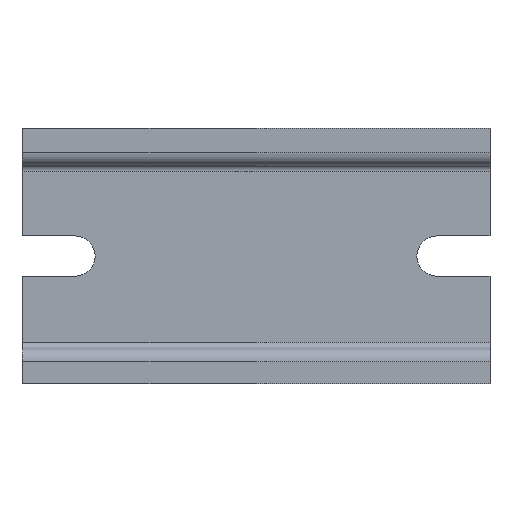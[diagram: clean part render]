
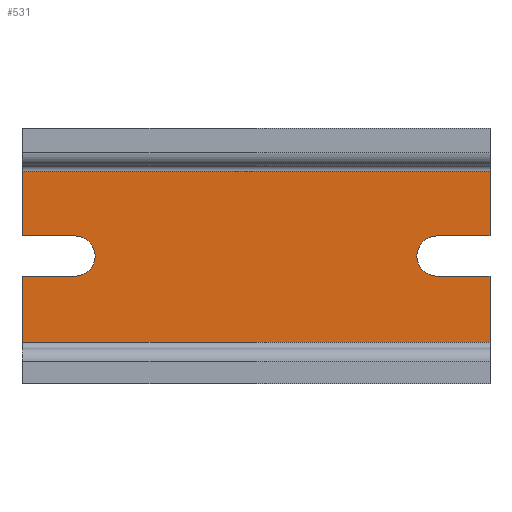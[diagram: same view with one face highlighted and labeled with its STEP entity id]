
A CAD part, top view. The second image highlights one B-rep face of the part: STEP entity #531.
In plain terms, the highlighted planar face has unit normal (0, 0, 1).
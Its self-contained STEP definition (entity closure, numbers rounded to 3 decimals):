
#92=AXIS2_PLACEMENT_3D('Circle Axis2P3D',#90,#91,$) ;
#189=AXIS2_PLACEMENT_3D('Circle Axis2P3D',#187,#188,$) ;
#491=AXIS2_PLACEMENT_3D('Plane Axis2P3D',#488,#489,#490) ;
#49=CARTESIAN_POINT('Vertex',(56.75,14.75,1.)) ;
#52=CARTESIAN_POINT('Line Origine',(60.375,14.75,1.)) ;
#56=CARTESIAN_POINT('Vertex',(64.,14.75,1.)) ;
#87=CARTESIAN_POINT('Vertex',(56.75,20.25,1.)) ;
#90=CARTESIAN_POINT('Axis2P3D Location',(56.75,17.5,1.)) ;
#118=CARTESIAN_POINT('Vertex',(64.,20.25,1.)) ;
#121=CARTESIAN_POINT('Line Origine',(60.375,20.25,1.)) ;
#146=CARTESIAN_POINT('Vertex',(7.25,20.25,1.)) ;
#149=CARTESIAN_POINT('Line Origine',(3.625,20.25,1.)) ;
#153=CARTESIAN_POINT('Vertex',(0.,20.25,1.)) ;
#184=CARTESIAN_POINT('Vertex',(7.25,14.75,1.)) ;
#187=CARTESIAN_POINT('Axis2P3D Location',(7.25,17.5,1.)) ;
#210=CARTESIAN_POINT('Vertex',(0.,14.75,1.)) ;
#213=CARTESIAN_POINT('Line Origine',(3.625,14.75,1.)) ;
#352=CARTESIAN_POINT('Vertex',(0.,5.7,1.)) ;
#355=CARTESIAN_POINT('Line Origine',(0.,10.225,1.)) ;
#404=CARTESIAN_POINT('Line Origine',(64.,10.225,1.)) ;
#408=CARTESIAN_POINT('Vertex',(64.,5.7,1.)) ;
#488=CARTESIAN_POINT('Axis2P3D Location',(0.,29.1,1.)) ;
#493=CARTESIAN_POINT('Line Origine',(32.,5.7,1.)) ;
#498=CARTESIAN_POINT('Line Origine',(64.,24.675,1.)) ;
#502=CARTESIAN_POINT('Vertex',(64.,29.1,1.)) ;
#505=CARTESIAN_POINT('Line Origine',(32.,29.1,1.)) ;
#509=CARTESIAN_POINT('Vertex',(0.,29.1,1.)) ;
#512=CARTESIAN_POINT('Line Origine',(0.,24.675,1.)) ;
#53=DIRECTION('Vector Direction',(-1.,0.,0.)) ;
#91=DIRECTION('Axis2P3D Direction',(0.,0.,1.)) ;
#122=DIRECTION('Vector Direction',(1.,0.,0.)) ;
#150=DIRECTION('Vector Direction',(-1.,0.,0.)) ;
#188=DIRECTION('Axis2P3D Direction',(0.,0.,1.)) ;
#214=DIRECTION('Vector Direction',(1.,0.,0.)) ;
#356=DIRECTION('Vector Direction',(0.,-1.,0.)) ;
#405=DIRECTION('Vector Direction',(0.,-1.,0.)) ;
#489=DIRECTION('Axis2P3D Direction',(-0.,0.,1.)) ;
#490=DIRECTION('Axis2P3D XDirection',(0.,-1.,0.)) ;
#494=DIRECTION('Vector Direction',(1.,0.,0.)) ;
#499=DIRECTION('Vector Direction',(0.,-1.,0.)) ;
#506=DIRECTION('Vector Direction',(1.,0.,0.)) ;
#513=DIRECTION('Vector Direction',(0.,-1.,0.)) ;
#54=VECTOR('Line Direction',#53,1.) ;
#123=VECTOR('Line Direction',#122,1.) ;
#151=VECTOR('Line Direction',#150,1.) ;
#215=VECTOR('Line Direction',#214,1.) ;
#357=VECTOR('Line Direction',#356,1.) ;
#406=VECTOR('Line Direction',#405,1.) ;
#495=VECTOR('Line Direction',#494,1.) ;
#500=VECTOR('Line Direction',#499,1.) ;
#507=VECTOR('Line Direction',#506,1.) ;
#514=VECTOR('Line Direction',#513,1.) ;
#518=ORIENTED_EDGE('',*,*,#359,.T.) ;
#519=ORIENTED_EDGE('',*,*,#497,.T.) ;
#520=ORIENTED_EDGE('',*,*,#410,.F.) ;
#521=ORIENTED_EDGE('',*,*,#58,.F.) ;
#522=ORIENTED_EDGE('',*,*,#94,.F.) ;
#523=ORIENTED_EDGE('',*,*,#125,.F.) ;
#524=ORIENTED_EDGE('',*,*,#504,.F.) ;
#525=ORIENTED_EDGE('',*,*,#511,.F.) ;
#526=ORIENTED_EDGE('',*,*,#516,.T.) ;
#527=ORIENTED_EDGE('',*,*,#155,.F.) ;
#528=ORIENTED_EDGE('',*,*,#191,.F.) ;
#529=ORIENTED_EDGE('',*,*,#217,.F.) ;
#531=ADVANCED_FACE('Hauptk\X2\00F6\X0\rper',(#530),#492,.T.) ;
#93=CIRCLE('generated circle',#92,2.75) ;
#190=CIRCLE('generated circle',#189,2.75) ;
#58=EDGE_CURVE('',#50,#57,#55,.F.) ;
#94=EDGE_CURVE('',#88,#50,#93,.T.) ;
#125=EDGE_CURVE('',#119,#88,#124,.F.) ;
#155=EDGE_CURVE('',#147,#154,#152,.T.) ;
#191=EDGE_CURVE('',#185,#147,#190,.T.) ;
#217=EDGE_CURVE('',#211,#185,#216,.T.) ;
#359=EDGE_CURVE('',#211,#353,#358,.T.) ;
#410=EDGE_CURVE('',#57,#409,#407,.T.) ;
#497=EDGE_CURVE('',#353,#409,#496,.T.) ;
#504=EDGE_CURVE('',#503,#119,#501,.T.) ;
#511=EDGE_CURVE('',#510,#503,#508,.T.) ;
#516=EDGE_CURVE('',#510,#154,#515,.T.) ;
#517=EDGE_LOOP('',(#518,#519,#520,#521,#522,#523,#524,#525,#526,#527,#528,#529)) ;
#530=FACE_OUTER_BOUND('',#517,.T.) ;
#55=LINE('Line',#52,#54) ;
#124=LINE('Line',#121,#123) ;
#152=LINE('Line',#149,#151) ;
#216=LINE('Line',#213,#215) ;
#358=LINE('Line',#355,#357) ;
#407=LINE('Line',#404,#406) ;
#496=LINE('Line',#493,#495) ;
#501=LINE('Line',#498,#500) ;
#508=LINE('Line',#505,#507) ;
#515=LINE('Line',#512,#514) ;
#492=PLANE('',#491) ;
#50=VERTEX_POINT('',#49) ;
#57=VERTEX_POINT('',#56) ;
#88=VERTEX_POINT('',#87) ;
#119=VERTEX_POINT('',#118) ;
#147=VERTEX_POINT('',#146) ;
#154=VERTEX_POINT('',#153) ;
#185=VERTEX_POINT('',#184) ;
#211=VERTEX_POINT('',#210) ;
#353=VERTEX_POINT('',#352) ;
#409=VERTEX_POINT('',#408) ;
#503=VERTEX_POINT('',#502) ;
#510=VERTEX_POINT('',#509) ;
